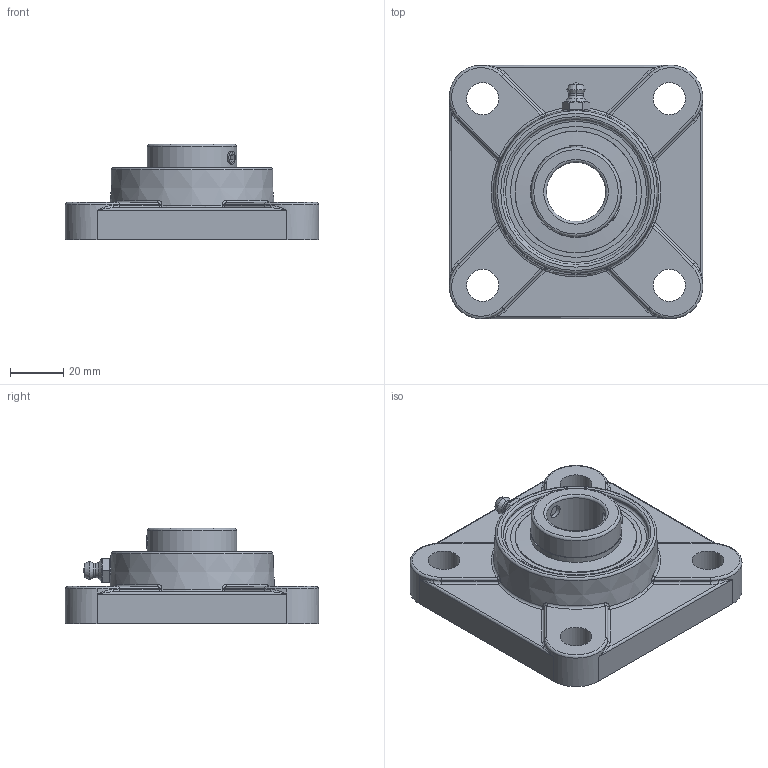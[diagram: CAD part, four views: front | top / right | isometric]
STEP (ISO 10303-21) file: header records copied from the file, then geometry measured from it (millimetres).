
FILE_DESCRIPTION(('HOOPS Exchange Step'),'2;1');
FILE_NAME('export-FD5877E7-355A-4329-B186-AE66EE29C0CD.stp','2019-12-12T15:34:33-08:00',('ibuslach'),('Alibre'),'HOOPS Exchange 2019.2','Alibre','Unknown authorisation');
FILE_SCHEMA( ('AP242_MANAGED_MODEL_BASED_3D_ENGINEERING_MIM_LF {1 0 10303 442 1 1 4 }') );
Length unit declared in the file: centimetre
Products named in the file (7): MRN SF 205; SUC 205-14 RACES; 205 SS; SUC 205-16 SHIELD; MRN SUC 205-14; UCP ZERK 6mm; MRN SUCF 205-14
Assembly tree (8 placements, depth 3):
  MRN SUCF 205-14
    MRN SF 205
    MRN SUC 205-14
      SUC 205-14 RACES
      205 SS  x2
      SUC 205-16 SHIELD  x2
    UCP ZERK 6mm
Bounding box: 95 x 95 x 35.8 mm (x, y, z)
Volume: 113702.1 mm3; surface area: 44241.1 mm2
Topology: 8 solids, 8 shells, 226 faces, 573 edges, 343 vertices
Faces by surface type: plane 66, cylinder 62, torus 35, bspline 28, sphere 18, cone 17
Full cylindrical faces by diameter (mm): 1.504 x2, 4.917 x4, 6 x2, 12 x4, 22.225 x1, 33.655 x1, 33.68 x2, 34.188 x2, 45.72 x3, 54.61 x1, 57.15 x1
Entity records: 11763 total; most frequent: CARTESIAN_POINT 6698, DIRECTION 1065, ORIENTED_EDGE 1010, EDGE_CURVE 505, AXIS2_PLACEMENT_3D 457, VERTEX_POINT 312, CIRCLE 255, EDGE_LOOP 237
